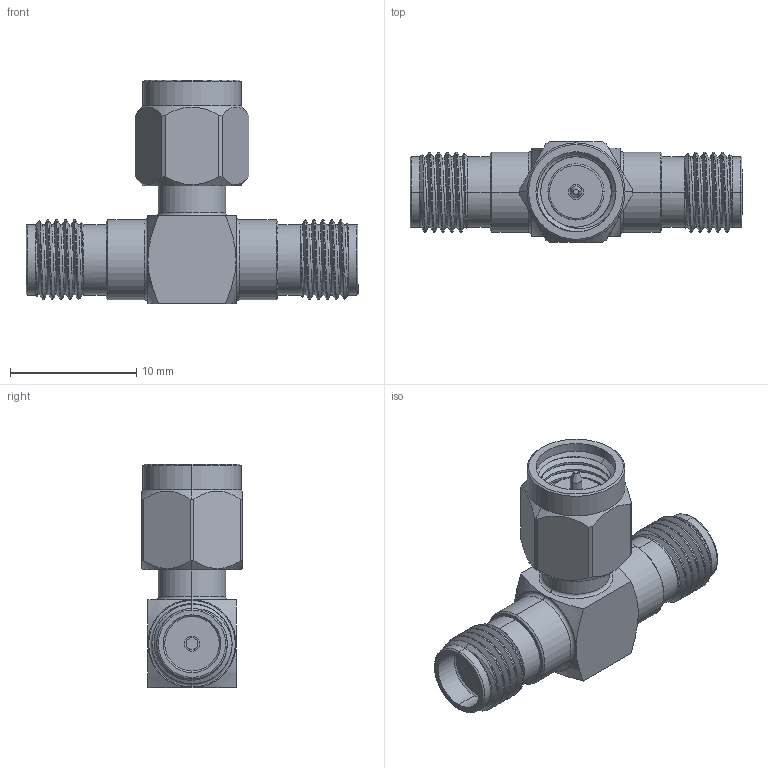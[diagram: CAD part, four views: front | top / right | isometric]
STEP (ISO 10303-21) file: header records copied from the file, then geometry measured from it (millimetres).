
FILE_DESCRIPTION (( 'STEP AP203' ), '1' );
FILE_NAME ('PE9182.step', '2018-09-20T19:51:29', ( '' ), ( '' ), 'SwSTEP 2.0', 'SolidWorks 2017', '' );
FILE_SCHEMA (( 'CONFIG_CONTROL_DESIGN' ));
Length unit declared in the file: inch
Products named in the file (1): PE9182
Bounding box: 26.29 x 7.94 x 17.72 mm (x, y, z)
Volume: 1198.1 mm3; surface area: 1286 mm2
Topology: 1 solids, 1 shells, 163 faces, 383 edges, 238 vertices
Faces by surface type: cylinder 75, cone 39, plane 28, bspline 11, torus 10
Entity records: 8917 total; most frequent: CARTESIAN_POINT 5378, ORIENTED_EDGE 766, DIRECTION 679, EDGE_CURVE 383, AXIS2_PLACEMENT_3D 285, VERTEX_POINT 238, EDGE_LOOP 179, FACE_OUTER_BOUND 163
